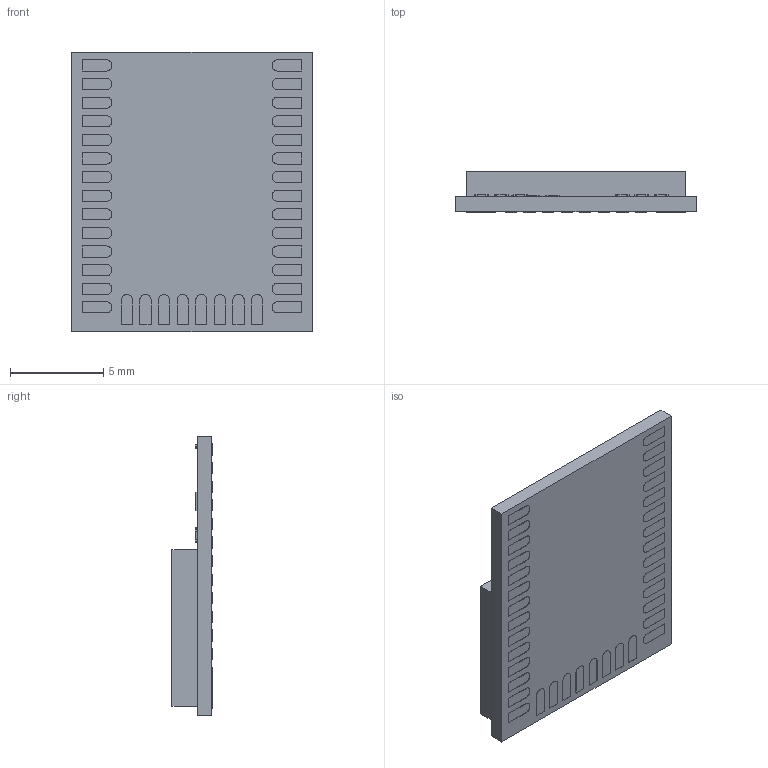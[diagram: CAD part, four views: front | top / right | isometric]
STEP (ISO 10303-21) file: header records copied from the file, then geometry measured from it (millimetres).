
FILE_DESCRIPTION (( 'STEP AP214' ), '1' );
FILE_NAME ('MGM240PB32VNA3.STEP', '2024-06-10T08:38:57', ( '' ), ( '' ), 'SwSTEP 2.0', 'SolidWorks 2023', '' );
FILE_SCHEMA (( 'AUTOMOTIVE_DESIGN' ));
Length unit declared in the file: millimetre
Products named in the file (1): MGM240PB32VNA3
Bounding box: 12.9 x 2.15 x 15 mm (x, y, z)
Volume: 287.2 mm3; surface area: 491.2 mm2
Topology: 21 solids, 21 shells, 417 faces, 978 edges, 652 vertices
Faces by surface type: plane 371, cylinder 46
Entity records: 12726 total; most frequent: CARTESIAN_POINT 2048, ORIENTED_EDGE 1956, DIRECTION 1906, EDGE_CURVE 978, LINE 886, VECTOR 886, VERTEX_POINT 652, AXIS2_PLACEMENT_3D 510
